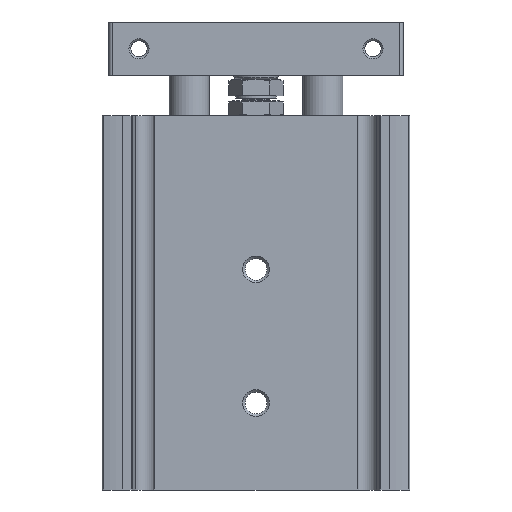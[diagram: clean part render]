
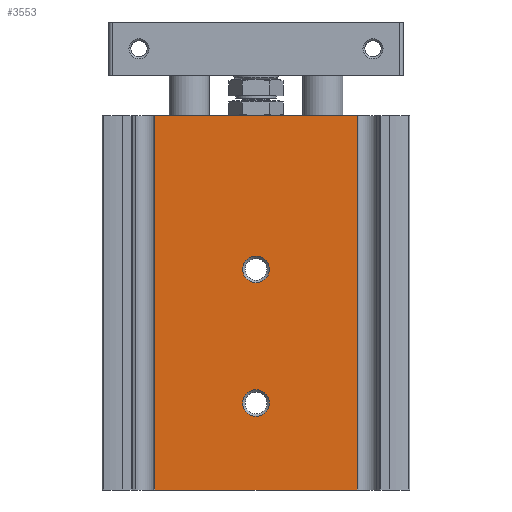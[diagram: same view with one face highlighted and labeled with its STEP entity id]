
A CAD part, front view. The second image highlights one B-rep face of the part: STEP entity #3553.
In plain terms, the highlighted face is planar.
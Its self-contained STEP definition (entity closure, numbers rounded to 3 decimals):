
#246=LINE('',#6133,#430);
#286=LINE('',#6338,#470);
#299=LINE('',#6380,#483);
#300=LINE('',#6381,#484);
#430=VECTOR('',#4898,1000.);
#470=VECTOR('',#5064,1000.);
#483=VECTOR('',#5109,1000.);
#484=VECTOR('',#5110,1000.);
#757=ORIENTED_EDGE('',*,*,#1710,.T.);
#758=ORIENTED_EDGE('',*,*,#1711,.T.);
#759=ORIENTED_EDGE('',*,*,#1712,.T.);
#760=ORIENTED_EDGE('',*,*,#1689,.F.);
#761=ORIENTED_EDGE('',*,*,#1713,.F.);
#762=ORIENTED_EDGE('',*,*,#1587,.T.);
#1587=EDGE_CURVE('',#2070,#2069,#246,.T.);
#1689=EDGE_CURVE('',#2171,#2172,#286,.T.);
#1710=EDGE_CURVE('',#2183,#2183,#2490,.T.);
#1711=EDGE_CURVE('',#2184,#2184,#2491,.T.);
#1712=EDGE_CURVE('',#2069,#2172,#299,.T.);
#1713=EDGE_CURVE('',#2070,#2171,#300,.T.);
#2069=VERTEX_POINT('',#6132);
#2070=VERTEX_POINT('',#6134);
#2171=VERTEX_POINT('',#6337);
#2172=VERTEX_POINT('',#6339);
#2183=VERTEX_POINT('',#6377);
#2184=VERTEX_POINT('',#6379);
#2490=CIRCLE('',#4436,2.);
#2491=CIRCLE('',#4437,2.);
#2689=EDGE_LOOP('',(#757));
#2690=EDGE_LOOP('',(#758));
#2691=EDGE_LOOP('',(#759,#760,#761,#762));
#3075=FACE_BOUND('',#2689,.T.);
#3076=FACE_BOUND('',#2690,.T.);
#3077=FACE_BOUND('',#2691,.T.);
#3454=PLANE('',#4435);
#3553=ADVANCED_FACE('',(#3075,#3076,#3077),#3454,.T.);
#4435=AXIS2_PLACEMENT_3D('',#6375,#5103,#5104);
#4436=AXIS2_PLACEMENT_3D('',#6376,#5105,#5106);
#4437=AXIS2_PLACEMENT_3D('',#6378,#5107,#5108);
#4898=DIRECTION('',(0.,-1.,0.));
#5064=DIRECTION('',(0.,-1.,0.));
#5103=DIRECTION('',(-1.,0.,0.));
#5104=DIRECTION('',(0.,0.,1.));
#5105=DIRECTION('',(1.,0.,0.));
#5106=DIRECTION('',(0.,0.,-1.));
#5107=DIRECTION('',(1.,0.,0.));
#5108=DIRECTION('',(0.,0.,-1.));
#5109=DIRECTION('',(0.,0.,1.));
#5110=DIRECTION('',(0.,0.,1.));
#6132=CARTESIAN_POINT('',(-8.5,-15.165,-56.));
#6133=CARTESIAN_POINT('',(-8.5,20.,-56.));
#6134=CARTESIAN_POINT('',(-8.5,15.165,-56.));
#6337=CARTESIAN_POINT('',(-8.5,15.165,0.));
#6338=CARTESIAN_POINT('',(-8.5,20.,0.));
#6339=CARTESIAN_POINT('',(-8.5,-15.165,0.));
#6375=CARTESIAN_POINT('',(-8.5,20.,-56.));
#6376=CARTESIAN_POINT('',(-8.5,0.,-43.));
#6377=CARTESIAN_POINT('',(-8.5,0.,-45.));
#6378=CARTESIAN_POINT('',(-8.5,0.,-23.));
#6379=CARTESIAN_POINT('',(-8.5,0.,-25.));
#6380=CARTESIAN_POINT('',(-8.5,-15.165,-56.));
#6381=CARTESIAN_POINT('',(-8.5,15.165,-56.));
